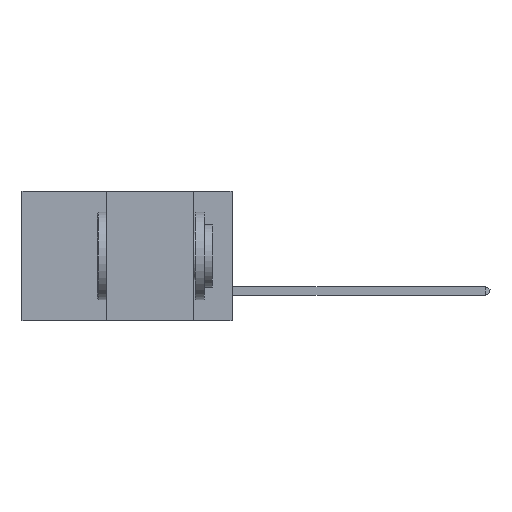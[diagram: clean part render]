
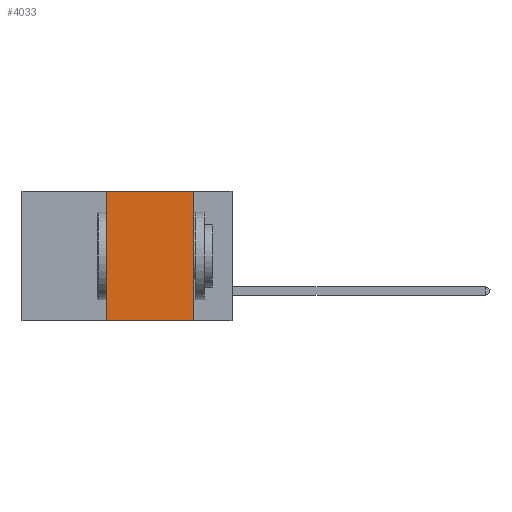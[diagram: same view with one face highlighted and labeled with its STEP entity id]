
A CAD part, left-side view. The second image highlights one B-rep face of the part: STEP entity #4033.
In plain terms, the highlighted planar face has unit normal (-1, 0, 0).
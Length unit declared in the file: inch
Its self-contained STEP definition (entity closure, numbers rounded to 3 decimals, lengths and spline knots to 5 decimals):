
#178 = CARTESIAN_POINT ( 'NONE',  ( 0., 0.36, 0. ) ) ;
#206 = PLANE ( 'NONE',  #2601 ) ;
#256 = EDGE_CURVE ( 'NONE', #8928, #10076, #954, .T. ) ;
#312 = CARTESIAN_POINT ( 'NONE',  ( 0., 0.6, 0. ) ) ;
#450 = CARTESIAN_POINT ( 'NONE',  ( 0., 0.6, 0. ) ) ;
#527 = CARTESIAN_POINT ( 'NONE',  ( 0., 0.11, 0. ) ) ;
#706 = DIRECTION ( 'NONE',  ( 0., 0., 1. ) ) ;
#954 = LINE ( 'NONE', #312, #7960 ) ;
#1414 = ORIENTED_EDGE ( 'NONE', *, *, #7521, .F. ) ;
#2253 = ORIENTED_EDGE ( 'NONE', *, *, #9627, .T. ) ;
#2601 = AXIS2_PLACEMENT_3D ( 'NONE', #450, #6602, #4940 ) ;
#4033 = ADVANCED_FACE ( 'NONE', ( #7775 ), #206, .F. ) ;
#4183 = VERTEX_POINT ( 'NONE', #7757 ) ;
#4228 = EDGE_CURVE ( 'NONE', #5771, #8928, #6390, .T. ) ;
#4513 = ORIENTED_EDGE ( 'NONE', *, *, #256, .F. ) ;
#4603 = VECTOR ( 'NONE', #706, 39.37008 ) ;
#4940 = DIRECTION ( 'NONE',  ( 0., 0., -1. ) ) ;
#5771 = VERTEX_POINT ( 'NONE', #6715 ) ;
#5782 = CARTESIAN_POINT ( 'NONE',  ( 0., 0.11, 0. ) ) ;
#5831 = EDGE_LOOP ( 'NONE', ( #1414, #4513, #7196, #2253 ) ) ;
#6390 = LINE ( 'NONE', #11255, #4603 ) ;
#6568 = DIRECTION ( 'NONE',  ( 0., 0., -1. ) ) ;
#6602 = DIRECTION ( 'NONE',  ( 1., 0., 0. ) ) ;
#6715 = CARTESIAN_POINT ( 'NONE',  ( 0., 0.36, -0.37 ) ) ;
#7196 = ORIENTED_EDGE ( 'NONE', *, *, #4228, .F. ) ;
#7498 = LINE ( 'NONE', #10597, #10242 ) ;
#7521 = EDGE_CURVE ( 'NONE', #10076, #4183, #7574, .T. ) ;
#7574 = LINE ( 'NONE', #527, #10469 ) ;
#7757 = CARTESIAN_POINT ( 'NONE',  ( 0., 0.11, -0.37 ) ) ;
#7775 = FACE_OUTER_BOUND ( 'NONE', #5831, .T. ) ;
#7960 = VECTOR ( 'NONE', #8474, 39.37008 ) ;
#8474 = DIRECTION ( 'NONE',  ( 0., -1., 0. ) ) ;
#8928 = VERTEX_POINT ( 'NONE', #178 ) ;
#9627 = EDGE_CURVE ( 'NONE', #5771, #4183, #7498, .T. ) ;
#9738 = DIRECTION ( 'NONE',  ( 0., -1., 0. ) ) ;
#10076 = VERTEX_POINT ( 'NONE', #5782 ) ;
#10242 = VECTOR ( 'NONE', #9738, 39.37008 ) ;
#10469 = VECTOR ( 'NONE', #6568, 39.37008 ) ;
#10597 = CARTESIAN_POINT ( 'NONE',  ( 0., 0.6, -0.37 ) ) ;
#11255 = CARTESIAN_POINT ( 'NONE',  ( 0., 0.36, 0. ) ) ;
